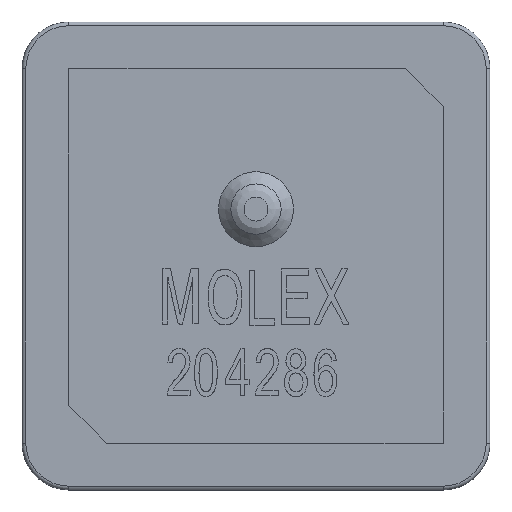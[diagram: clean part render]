
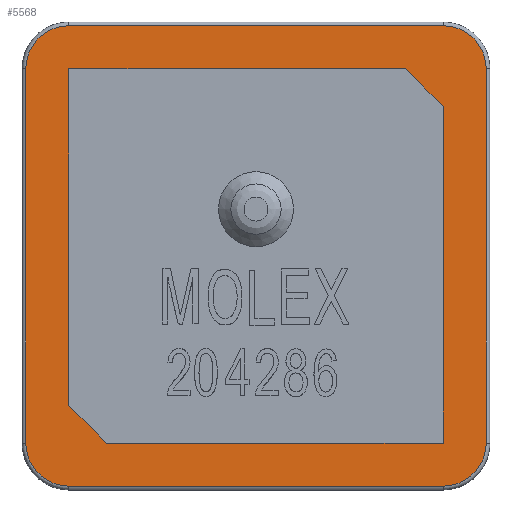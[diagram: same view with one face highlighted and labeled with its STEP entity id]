
A CAD part, top view. The second image highlights one B-rep face of the part: STEP entity #5568.
In plain terms, the highlighted planar face has unit normal (0, 0, 1).
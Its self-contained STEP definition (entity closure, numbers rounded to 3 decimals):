
#56=FACE_BOUND('',#2161,.T.);
#692=PLANE('',#5746);
#1100=LINE('',#13068,#1521);
#1102=LINE('',#13078,#1523);
#1104=LINE('',#13090,#1525);
#1105=LINE('',#13097,#1526);
#1108=LINE('',#13105,#1529);
#1109=LINE('',#13107,#1530);
#1110=LINE('',#13109,#1531);
#1111=LINE('',#13111,#1532);
#1112=LINE('',#13113,#1533);
#1113=LINE('',#13114,#1534);
#1521=VECTOR('',#6428,10.);
#1523=VECTOR('',#6440,10.);
#1525=VECTOR('',#6454,10.);
#1526=VECTOR('',#6465,10.);
#1529=VECTOR('',#6474,10.);
#1530=VECTOR('',#6475,10.);
#1531=VECTOR('',#6476,10.);
#1532=VECTOR('',#6477,10.);
#1533=VECTOR('',#6478,10.);
#1534=VECTOR('',#6479,10.);
#1837=FACE_OUTER_BOUND('',#2160,.T.);
#2160=EDGE_LOOP('',(#5190,#5191,#5192,#5193,#5194,#5195,#5196,#5197));
#2161=EDGE_LOOP('',(#5198,#5199,#5200,#5201,#5202,#5203));
#2202=CIRCLE('',#5724,2.3);
#2206=CIRCLE('',#5730,2.3);
#2210=CIRCLE('',#5736,2.3);
#2214=CIRCLE('',#5742,2.3);
#2745=VERTEX_POINT('',#13060);
#2746=VERTEX_POINT('',#13062);
#2747=VERTEX_POINT('',#13066);
#2748=VERTEX_POINT('',#13070);
#2749=VERTEX_POINT('',#13074);
#2751=VERTEX_POINT('',#13080);
#2753=VERTEX_POINT('',#13086);
#2755=VERTEX_POINT('',#13092);
#2756=VERTEX_POINT('',#13103);
#2757=VERTEX_POINT('',#13104);
#2758=VERTEX_POINT('',#13106);
#2759=VERTEX_POINT('',#13108);
#2760=VERTEX_POINT('',#13110);
#2761=VERTEX_POINT('',#13112);
#3556=EDGE_CURVE('',#2745,#2746,#2202,.T.);
#3559=EDGE_CURVE('',#2746,#2747,#1100,.T.);
#3561=EDGE_CURVE('',#2747,#2748,#2206,.T.);
#3564=EDGE_CURVE('',#2748,#2749,#1102,.T.);
#3567=EDGE_CURVE('',#2749,#2751,#2210,.T.);
#3570=EDGE_CURVE('',#2751,#2753,#1104,.T.);
#3573=EDGE_CURVE('',#2753,#2755,#2214,.T.);
#3574=EDGE_CURVE('',#2755,#2745,#1105,.T.);
#3577=EDGE_CURVE('',#2756,#2757,#1108,.T.);
#3578=EDGE_CURVE('',#2758,#2757,#1109,.F.);
#3579=EDGE_CURVE('',#2758,#2759,#1110,.T.);
#3580=EDGE_CURVE('',#2759,#2760,#1111,.T.);
#3581=EDGE_CURVE('',#2761,#2760,#1112,.F.);
#3582=EDGE_CURVE('',#2761,#2756,#1113,.T.);
#5190=ORIENTED_EDGE('',*,*,#3556,.F.);
#5191=ORIENTED_EDGE('',*,*,#3574,.F.);
#5192=ORIENTED_EDGE('',*,*,#3573,.F.);
#5193=ORIENTED_EDGE('',*,*,#3570,.F.);
#5194=ORIENTED_EDGE('',*,*,#3567,.F.);
#5195=ORIENTED_EDGE('',*,*,#3564,.F.);
#5196=ORIENTED_EDGE('',*,*,#3561,.F.);
#5197=ORIENTED_EDGE('',*,*,#3559,.F.);
#5198=ORIENTED_EDGE('',*,*,#3577,.T.);
#5199=ORIENTED_EDGE('',*,*,#3578,.F.);
#5200=ORIENTED_EDGE('',*,*,#3579,.T.);
#5201=ORIENTED_EDGE('',*,*,#3580,.T.);
#5202=ORIENTED_EDGE('',*,*,#3581,.F.);
#5203=ORIENTED_EDGE('',*,*,#3582,.T.);
#5568=ADVANCED_FACE('',(#1837,#56),#692,.T.);
#5724=AXIS2_PLACEMENT_3D('',#13063,#6420,#6421);
#5730=AXIS2_PLACEMENT_3D('',#13072,#6433,#6434);
#5736=AXIS2_PLACEMENT_3D('',#13084,#6447,#6448);
#5742=AXIS2_PLACEMENT_3D('',#13095,#6461,#6462);
#5746=AXIS2_PLACEMENT_3D('',#13102,#6472,#6473);
#6420=DIRECTION('center_axis',(0.,0.,-1.));
#6421=DIRECTION('ref_axis',(0.707,-0.707,0.));
#6428=DIRECTION('',(-1.,0.,0.));
#6433=DIRECTION('center_axis',(0.,0.,-1.));
#6434=DIRECTION('ref_axis',(-0.707,-0.707,0.));
#6440=DIRECTION('',(0.,1.,0.));
#6447=DIRECTION('center_axis',(0.,0.,-1.));
#6448=DIRECTION('ref_axis',(-0.707,0.707,0.));
#6454=DIRECTION('',(1.,0.,0.));
#6461=DIRECTION('center_axis',(0.,0.,-1.));
#6462=DIRECTION('ref_axis',(0.707,0.707,0.));
#6465=DIRECTION('',(0.,-1.,0.));
#6472=DIRECTION('center_axis',(0.,0.,1.));
#6473=DIRECTION('ref_axis',(1.,0.,0.));
#6474=DIRECTION('',(-1.,0.,0.));
#6475=DIRECTION('',(-0.707,0.707,0.));
#6476=DIRECTION('',(0.,1.,0.));
#6477=DIRECTION('',(1.,0.,0.));
#6478=DIRECTION('',(0.707,-0.707,0.));
#6479=DIRECTION('',(0.,-1.,0.));
#13060=CARTESIAN_POINT('',(12.3,-10.,4.2));
#13062=CARTESIAN_POINT('',(10.,-12.3,4.2));
#13063=CARTESIAN_POINT('Origin',(10.,-10.,4.2));
#13066=CARTESIAN_POINT('',(-10.,-12.3,4.2));
#13068=CARTESIAN_POINT('',(-6.25,-12.3,4.2));
#13070=CARTESIAN_POINT('',(-12.3,-10.,4.2));
#13072=CARTESIAN_POINT('Origin',(-10.,-10.,4.2));
#13074=CARTESIAN_POINT('',(-12.3,10.,4.2));
#13078=CARTESIAN_POINT('',(-12.3,6.25,4.2));
#13080=CARTESIAN_POINT('',(-10.,12.3,4.2));
#13084=CARTESIAN_POINT('Origin',(-10.,10.,4.2));
#13086=CARTESIAN_POINT('',(10.,12.3,4.2));
#13090=CARTESIAN_POINT('',(6.25,12.3,4.2));
#13092=CARTESIAN_POINT('',(12.3,10.,4.2));
#13095=CARTESIAN_POINT('Origin',(10.,10.,4.2));
#13097=CARTESIAN_POINT('',(12.3,-6.25,4.2));
#13102=CARTESIAN_POINT('Origin',(0.,0.,4.2));
#13103=CARTESIAN_POINT('',(10.,-10.,4.2));
#13104=CARTESIAN_POINT('',(-8.,-10.,4.2));
#13105=CARTESIAN_POINT('',(-5.,-10.,4.2));
#13106=CARTESIAN_POINT('',(-10.,-8.,4.2));
#13107=CARTESIAN_POINT('',(-9.,-9.,4.2));
#13108=CARTESIAN_POINT('',(-10.,10.,4.2));
#13109=CARTESIAN_POINT('',(-10.,5.,4.2));
#13110=CARTESIAN_POINT('',(8.,10.,4.2));
#13111=CARTESIAN_POINT('',(5.,10.,4.2));
#13112=CARTESIAN_POINT('',(10.,8.,4.2));
#13113=CARTESIAN_POINT('',(9.,9.,4.2));
#13114=CARTESIAN_POINT('',(10.,-5.,4.2));
